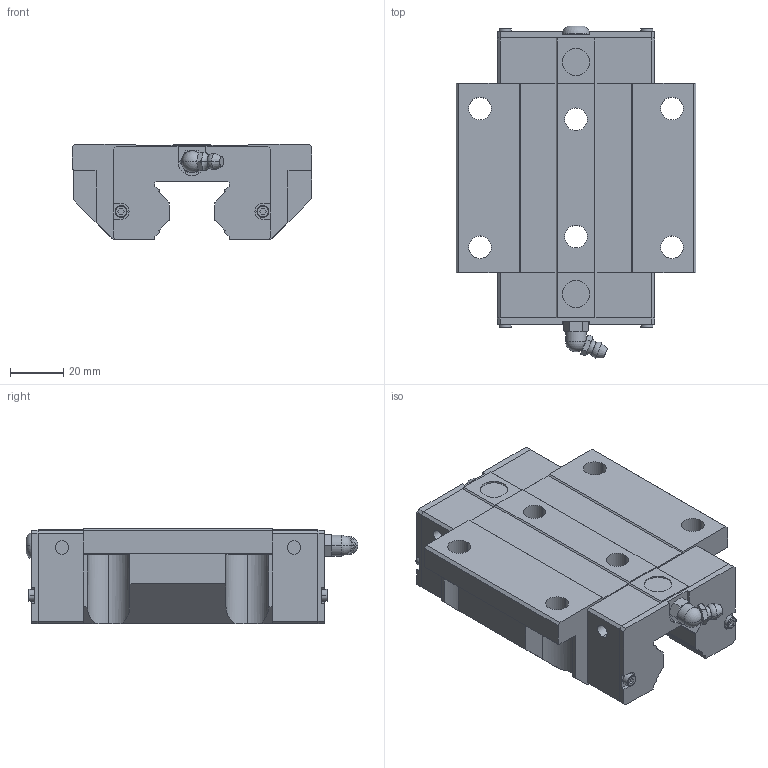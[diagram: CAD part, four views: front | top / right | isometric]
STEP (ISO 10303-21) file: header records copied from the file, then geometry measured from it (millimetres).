
FILE_DESCRIPTION(('STEP AP214'),'1');
FILE_NAME('cctmp_793CD6F3-3FA8-4760-9BBD-E8F306CB871A_2024_08_20_20_18_38_0376..stp','2024-08-20T18:18:38',('HIWIN GmbH'),('CADClick - www.CADClick.com'),'Spatial InterOp 3D',' ','unknown authorization');
FILE_SCHEMA(('AUTOMOTIVE_DESIGN'));
Length unit declared in the file: millimetre
Products named in the file (1): RGW30CCZAH_FILE
Bounding box: 90 x 124.51 x 36 mm (x, y, z)
Volume: 215534.5 mm3; surface area: 38885.2 mm2
Topology: 1 solids, 5 shells, 370 faces, 990 edges, 648 vertices
Faces by surface type: plane 212, cylinder 108, torus 30, cone 18, sphere 2
Entity records: 14824 total; most frequent: CARTESIAN_POINT 2431, ORIENTED_EDGE 1976, DIRECTION 1966, EDGE_CURVE 988, AXIS2_PLACEMENT_3D 667, VERTEX_POINT 648, LINE 632, VECTOR 632
